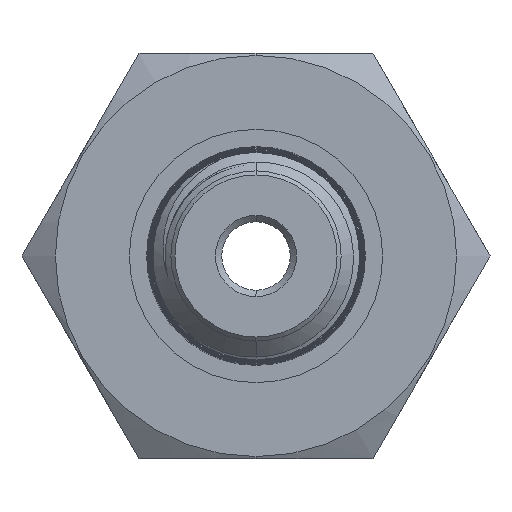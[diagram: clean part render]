
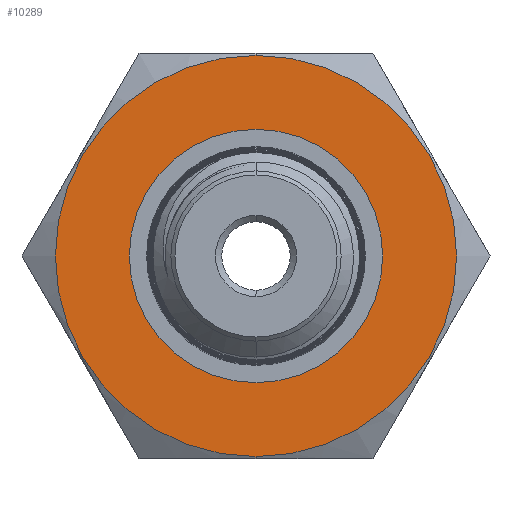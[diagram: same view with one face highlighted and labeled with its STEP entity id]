
A CAD part, left-side view. The second image highlights one B-rep face of the part: STEP entity #10289.
In plain terms, the highlighted planar face has unit normal (-1, 0, 0).
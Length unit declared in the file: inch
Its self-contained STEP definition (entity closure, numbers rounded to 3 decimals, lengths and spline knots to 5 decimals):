
#664 = DIRECTION ( 'NONE',  ( 0., 0., 1. ) ) ;
#674 = DIRECTION ( 'NONE',  ( 0., 0., 1. ) ) ;
#872 = EDGE_CURVE ( 'NONE', #7084, #1529, #3950, .T. ) ;
#907 = VERTEX_POINT ( 'NONE', #10910 ) ;
#1529 = VERTEX_POINT ( 'NONE', #8842 ) ;
#2201 = CARTESIAN_POINT ( 'NONE',  ( -1.31, 0., 0. ) ) ;
#2821 = CARTESIAN_POINT ( 'NONE',  ( -1.31, 0.495, 0. ) ) ;
#3449 = EDGE_CURVE ( 'NONE', #1529, #7084, #14107, .T. ) ;
#3914 = FACE_BOUND ( 'NONE', #9932, .T. ) ;
#3950 = CIRCLE ( 'NONE', #13870, 0.281 ) ;
#4174 = CARTESIAN_POINT ( 'NONE',  ( -1.31, 0., 0.495 ) ) ;
#4328 = CARTESIAN_POINT ( 'NONE',  ( -1.31, 0., -0.281 ) ) ;
#5013 = CARTESIAN_POINT ( 'NONE',  ( -1.31, 0., 0. ) ) ;
#5201 = AXIS2_PLACEMENT_3D ( 'NONE', #5013, #10595, #664 ) ;
#6426 = DIRECTION ( 'NONE',  ( -1., 0., 0. ) ) ;
#6499 = AXIS2_PLACEMENT_3D ( 'NONE', #2201, #14520, #6817 ) ;
#6817 = DIRECTION ( 'NONE',  ( 0., 0., 1. ) ) ;
#6920 = ORIENTED_EDGE ( 'NONE', *, *, #13702, .T. ) ;
#7056 = CIRCLE ( 'NONE', #5201, 0.495 ) ;
#7084 = VERTEX_POINT ( 'NONE', #4328 ) ;
#7532 = DIRECTION ( 'NONE',  ( 0., 0., 1. ) ) ;
#7733 = AXIS2_PLACEMENT_3D ( 'NONE', #9433, #6426, #674 ) ;
#7918 = AXIS2_PLACEMENT_3D ( 'NONE', #2821, #10640, #10688 ) ;
#7942 = CIRCLE ( 'NONE', #6499, 0.495 ) ;
#8842 = CARTESIAN_POINT ( 'NONE',  ( -1.31, 0., 0.281 ) ) ;
#9433 = CARTESIAN_POINT ( 'NONE',  ( -1.31, 0., 0. ) ) ;
#9768 = DIRECTION ( 'NONE',  ( -1., 0., 0. ) ) ;
#9932 = EDGE_LOOP ( 'NONE', ( #10558, #10899 ) ) ;
#10289 = ADVANCED_FACE ( 'NONE', ( #11267, #3914 ), #12800, .F. ) ;
#10417 = VERTEX_POINT ( 'NONE', #4174 ) ;
#10558 = ORIENTED_EDGE ( 'NONE', *, *, #3449, .F. ) ;
#10595 = DIRECTION ( 'NONE',  ( -1., 0., 0. ) ) ;
#10640 = DIRECTION ( 'NONE',  ( 1., 0., 0. ) ) ;
#10688 = DIRECTION ( 'NONE',  ( 0., 0., -1. ) ) ;
#10899 = ORIENTED_EDGE ( 'NONE', *, *, #872, .F. ) ;
#10910 = CARTESIAN_POINT ( 'NONE',  ( -1.31, 0., -0.495 ) ) ;
#11134 = EDGE_CURVE ( 'NONE', #10417, #907, #7942, .T. ) ;
#11267 = FACE_OUTER_BOUND ( 'NONE', #12783, .T. ) ;
#12133 = ORIENTED_EDGE ( 'NONE', *, *, #11134, .T. ) ;
#12783 = EDGE_LOOP ( 'NONE', ( #6920, #12133 ) ) ;
#12800 = PLANE ( 'NONE',  #7918 ) ;
#13702 = EDGE_CURVE ( 'NONE', #907, #10417, #7056, .T. ) ;
#13870 = AXIS2_PLACEMENT_3D ( 'NONE', #14356, #9768, #7532 ) ;
#14107 = CIRCLE ( 'NONE', #7733, 0.281 ) ;
#14356 = CARTESIAN_POINT ( 'NONE',  ( -1.31, 0., 0. ) ) ;
#14520 = DIRECTION ( 'NONE',  ( -1., 0., 0. ) ) ;
